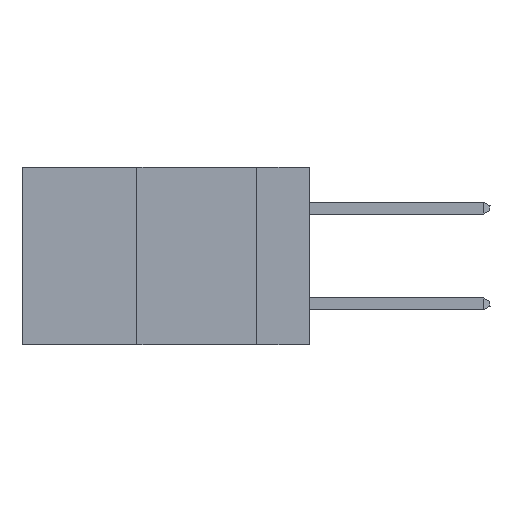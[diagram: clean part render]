
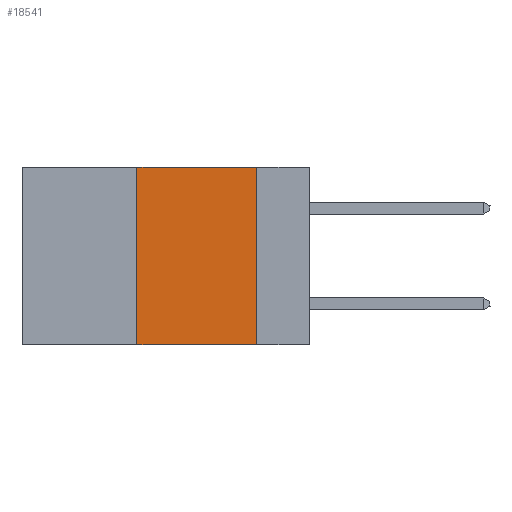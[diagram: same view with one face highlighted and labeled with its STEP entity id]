
A CAD part, left-side view. The second image highlights one B-rep face of the part: STEP entity #18541.
In plain terms, the highlighted planar face has unit normal (-1, 0, 0).
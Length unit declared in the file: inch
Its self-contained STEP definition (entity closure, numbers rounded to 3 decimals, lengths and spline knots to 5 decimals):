
#367 = EDGE_CURVE ( 'NONE', #5179, #12498, #17523, .T. ) ;
#2126 = CARTESIAN_POINT ( 'NONE',  ( 0., 0.6, -0.37 ) ) ;
#2288 = LINE ( 'NONE', #5051, #8646 ) ;
#2577 = CARTESIAN_POINT ( 'NONE',  ( 0., 0.11, -0.37 ) ) ;
#2876 = DIRECTION ( 'NONE',  ( 0., -1., 0. ) ) ;
#3757 = EDGE_LOOP ( 'NONE', ( #18599, #8852, #8628, #11254 ) ) ;
#4301 = CARTESIAN_POINT ( 'NONE',  ( 0., 0.36, -0.37 ) ) ;
#4400 = LINE ( 'NONE', #12845, #17940 ) ;
#4747 = DIRECTION ( 'NONE',  ( 0., 0., 1. ) ) ;
#5051 = CARTESIAN_POINT ( 'NONE',  ( 0., 0.11, 0. ) ) ;
#5096 = EDGE_CURVE ( 'NONE', #10372, #12498, #2288, .T. ) ;
#5179 = VERTEX_POINT ( 'NONE', #4301 ) ;
#5365 = EDGE_CURVE ( 'NONE', #20579, #10372, #4400, .T. ) ;
#6627 = VECTOR ( 'NONE', #18817, 39.37008 ) ;
#8628 = ORIENTED_EDGE ( 'NONE', *, *, #20543, .F. ) ;
#8646 = VECTOR ( 'NONE', #11830, 39.37008 ) ;
#8852 = ORIENTED_EDGE ( 'NONE', *, *, #5365, .F. ) ;
#9692 = LINE ( 'NONE', #18186, #19206 ) ;
#10372 = VERTEX_POINT ( 'NONE', #21777 ) ;
#11204 = FACE_OUTER_BOUND ( 'NONE', #3757, .T. ) ;
#11254 = ORIENTED_EDGE ( 'NONE', *, *, #367, .T. ) ;
#11830 = DIRECTION ( 'NONE',  ( 0., 0., -1. ) ) ;
#12498 = VERTEX_POINT ( 'NONE', #2577 ) ;
#12845 = CARTESIAN_POINT ( 'NONE',  ( 0., 0.6, 0. ) ) ;
#12868 = PLANE ( 'NONE',  #16678 ) ;
#13226 = CARTESIAN_POINT ( 'NONE',  ( 0., 0.36, 0. ) ) ;
#16436 = DIRECTION ( 'NONE',  ( 1., 0., 0. ) ) ;
#16678 = AXIS2_PLACEMENT_3D ( 'NONE', #21303, #16436, #19452 ) ;
#17523 = LINE ( 'NONE', #2126, #6627 ) ;
#17940 = VECTOR ( 'NONE', #2876, 39.37008 ) ;
#18186 = CARTESIAN_POINT ( 'NONE',  ( 0., 0.36, 0. ) ) ;
#18541 = ADVANCED_FACE ( 'NONE', ( #11204 ), #12868, .F. ) ;
#18599 = ORIENTED_EDGE ( 'NONE', *, *, #5096, .F. ) ;
#18817 = DIRECTION ( 'NONE',  ( 0., -1., 0. ) ) ;
#19206 = VECTOR ( 'NONE', #4747, 39.37008 ) ;
#19452 = DIRECTION ( 'NONE',  ( 0., 0., -1. ) ) ;
#20543 = EDGE_CURVE ( 'NONE', #5179, #20579, #9692, .T. ) ;
#20579 = VERTEX_POINT ( 'NONE', #13226 ) ;
#21303 = CARTESIAN_POINT ( 'NONE',  ( 0., 0.6, 0. ) ) ;
#21777 = CARTESIAN_POINT ( 'NONE',  ( 0., 0.11, 0. ) ) ;
